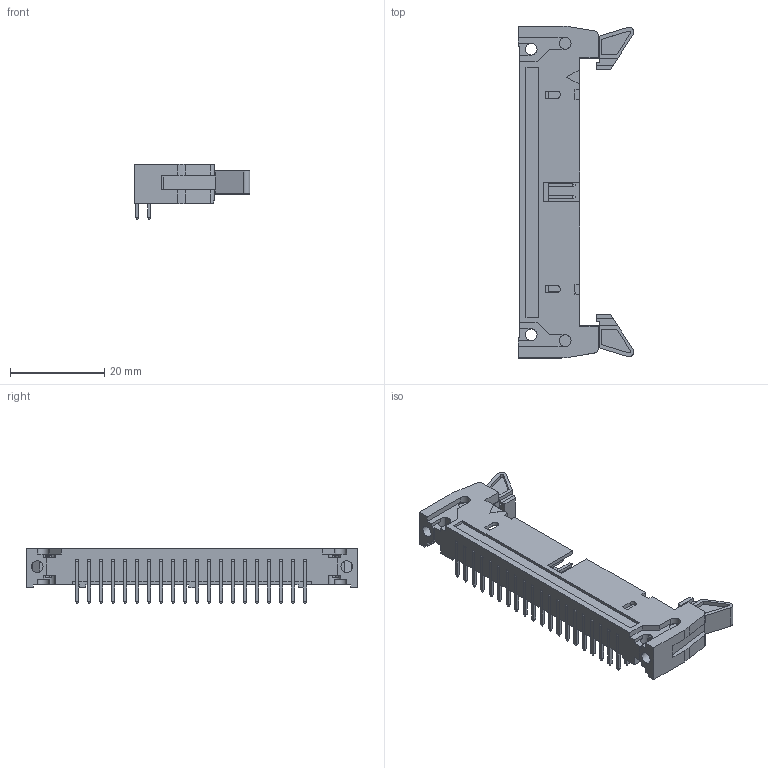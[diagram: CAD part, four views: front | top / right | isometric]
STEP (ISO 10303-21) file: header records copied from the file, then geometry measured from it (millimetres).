
FILE_DESCRIPTION(/* description */ ('Unknown'),/* implementation_level */ '2;1');
FILE_NAME(/* name */ 'J_Wurth_WR-BHD_61204022121',/* time_stamp */ '2025-05-15T11:21:34+08:00',/* author */ ('Unknown'),/* organization */ ('Unknown'),/* preprocessor_version */ 'ST-DEVELOPER v19.4',/* originating_system */ 'Solid Edge',/* authorisation */ 'Unknown');
FILE_SCHEMA (('AUTOMOTIVE_DESIGN {1 0 10303 214 3 1 1}'));
Length unit declared in the file: millimetre
Products named in the file (2): J_Wurth_WR-BHD_61204022121
Assembly tree (1 placements, depth 2):
  J_Wurth_WR-BHD_61204022121
    J_Wurth_WR-BHD_61204022121
Bounding box: 24.5 x 70.3 x 11.71 mm (x, y, z)
Volume: 4552.4 mm3; surface area: 8352.8 mm2
Topology: 43 solids, 43 shells, 1097 faces, 2806 edges, 1757 vertices
Faces by surface type: plane 1023, cylinder 74
Full cylindrical faces by diameter (mm): 2.5 x16
Entity records: 32579 total; most frequent: CARTESIAN_POINT 5644, ORIENTED_EDGE 5578, DIRECTION 5155, EDGE_CURVE 2789, LINE 2621, VECTOR 2621, VERTEX_POINT 1756, AXIS2_PLACEMENT_3D 1267
